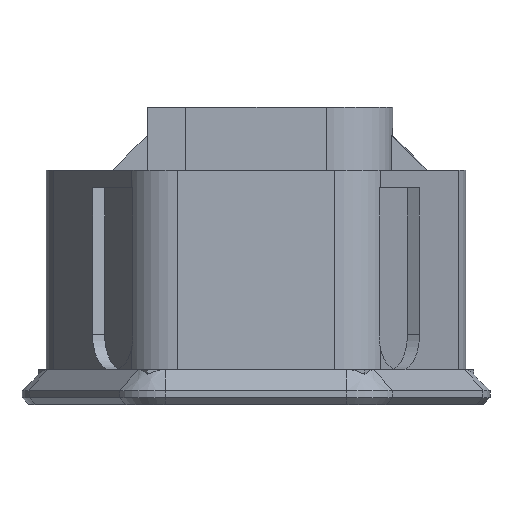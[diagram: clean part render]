
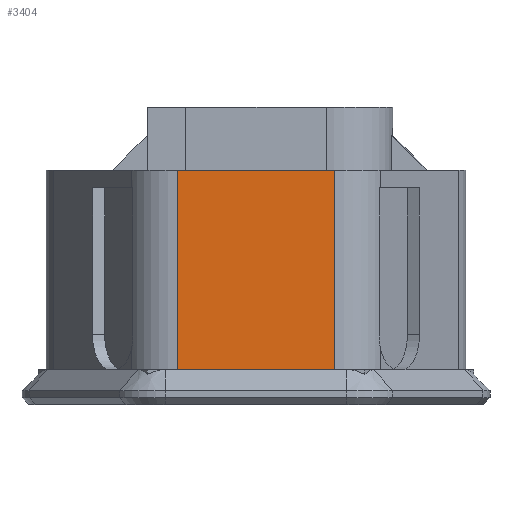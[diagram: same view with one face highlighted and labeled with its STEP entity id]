
A CAD part, left-side view. The second image highlights one B-rep face of the part: STEP entity #3404.
In plain terms, the highlighted planar face has unit normal (-1, 0, 0).
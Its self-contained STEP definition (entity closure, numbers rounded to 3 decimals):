
#80=LINE('',#4749,#463);
#327=LINE('',#5354,#710);
#328=LINE('',#5356,#711);
#329=LINE('',#5357,#712);
#463=VECTOR('',#3798,10.);
#710=VECTOR('',#4373,10.);
#711=VECTOR('',#4374,10.);
#712=VECTOR('',#4375,10.);
#928=PLANE('',#3671);
#1096=FACE_OUTER_BOUND('',#1298,.T.);
#1298=EDGE_LOOP('',(#2878,#2879,#2880,#2881));
#1492=VERTEX_POINT('',#4746);
#1493=VERTEX_POINT('',#4748);
#1687=VERTEX_POINT('',#5353);
#1688=VERTEX_POINT('',#5355);
#1800=EDGE_CURVE('',#1492,#1493,#80,.T.);
#2100=EDGE_CURVE('',#1492,#1687,#327,.T.);
#2101=EDGE_CURVE('',#1687,#1688,#328,.T.);
#2102=EDGE_CURVE('',#1688,#1493,#329,.T.);
#2878=ORIENTED_EDGE('',*,*,#2100,.T.);
#2879=ORIENTED_EDGE('',*,*,#2101,.T.);
#2880=ORIENTED_EDGE('',*,*,#2102,.T.);
#2881=ORIENTED_EDGE('',*,*,#1800,.F.);
#3404=ADVANCED_FACE('',(#1096),#928,.F.);
#3671=AXIS2_PLACEMENT_3D('',#5352,#4371,#4372);
#3798=DIRECTION('',(0.,-1.,0.));
#4371=DIRECTION('center_axis',(1.,0.,0.));
#4372=DIRECTION('ref_axis',(0.,-1.,0.));
#4373=DIRECTION('',(0.,0.,-1.));
#4374=DIRECTION('',(0.,-1.,0.));
#4375=DIRECTION('',(0.,0.,1.));
#4746=CARTESIAN_POINT('',(-10.8,4.503,13.4));
#4748=CARTESIAN_POINT('',(-10.8,-4.503,13.4));
#4749=CARTESIAN_POINT('',(-10.8,3.118,13.4));
#5352=CARTESIAN_POINT('Origin',(-10.8,6.235,13.4));
#5353=CARTESIAN_POINT('',(-10.8,4.503,2.));
#5354=CARTESIAN_POINT('',(-10.8,4.503,13.4));
#5355=CARTESIAN_POINT('',(-10.8,-4.503,2.));
#5356=CARTESIAN_POINT('',(-10.8,6.235,2.));
#5357=CARTESIAN_POINT('',(-10.8,-4.503,13.4));
